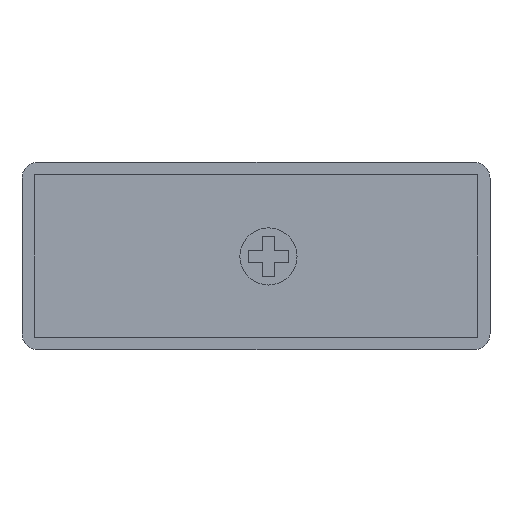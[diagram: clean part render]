
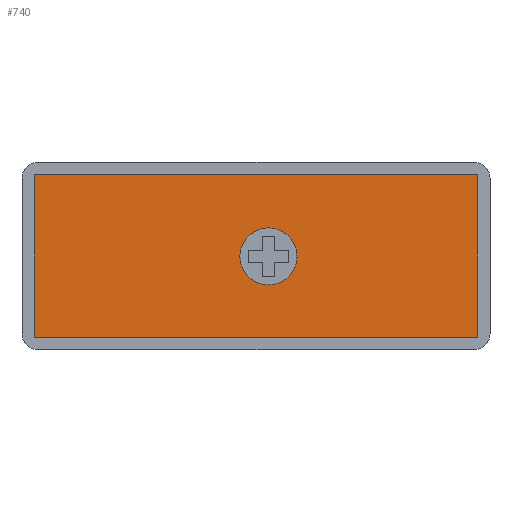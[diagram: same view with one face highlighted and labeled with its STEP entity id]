
A CAD part, front view. The second image highlights one B-rep face of the part: STEP entity #740.
In plain terms, the highlighted planar face has unit normal (0, -1, 0).
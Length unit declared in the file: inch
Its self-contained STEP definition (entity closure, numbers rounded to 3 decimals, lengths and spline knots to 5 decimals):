
#21=FACE_BOUND('',#145,.T.);
#59=CIRCLE('',#810,0.10827);
#99=FACE_OUTER_BOUND('',#144,.T.);
#144=EDGE_LOOP('',(#644,#645,#646,#647));
#145=EDGE_LOOP('',(#648));
#183=LINE('',#1196,#259);
#186=LINE('',#1201,#262);
#224=LINE('',#1283,#300);
#225=LINE('',#1284,#301);
#259=VECTOR('',#945,0.3937);
#262=VECTOR('',#950,0.3937);
#300=VECTOR('',#1022,0.3937);
#301=VECTOR('',#1023,0.3937);
#337=VERTEX_POINT('',#1193);
#338=VERTEX_POINT('',#1195);
#339=VERTEX_POINT('',#1199);
#354=VERTEX_POINT('',#1242);
#366=VERTEX_POINT('',#1282);
#423=EDGE_CURVE('',#337,#338,#183,.F.);
#426=EDGE_CURVE('',#339,#337,#186,.F.);
#446=EDGE_CURVE('',#354,#354,#59,.T.);
#466=EDGE_CURVE('',#366,#339,#224,.F.);
#467=EDGE_CURVE('',#338,#366,#225,.F.);
#644=ORIENTED_EDGE('',*,*,#423,.F.);
#645=ORIENTED_EDGE('',*,*,#426,.F.);
#646=ORIENTED_EDGE('',*,*,#466,.F.);
#647=ORIENTED_EDGE('',*,*,#467,.F.);
#648=ORIENTED_EDGE('',*,*,#446,.T.);
#697=PLANE('',#819);
#740=ADVANCED_FACE('',(#99,#21),#697,.F.);
#810=AXIS2_PLACEMENT_3D('',#1243,#984,#985);
#819=AXIS2_PLACEMENT_3D('',#1281,#1020,#1021);
#945=DIRECTION('',(1.,0.,0.));
#950=DIRECTION('',(0.,0.,1.));
#984=DIRECTION('center_axis',(0.,1.,0.));
#985=DIRECTION('ref_axis',(1.,0.,0.));
#1020=DIRECTION('center_axis',(0.,1.,0.));
#1021=DIRECTION('ref_axis',(0.,0.,1.));
#1022=DIRECTION('',(-1.,0.,0.));
#1023=DIRECTION('',(0.,0.,-1.));
#1193=CARTESIAN_POINT('',(-0.04724,0.32283,-0.66142));
#1195=CARTESIAN_POINT('',(-1.72441,0.32283,-0.66142));
#1196=CARTESIAN_POINT('',(-0.44291,0.32283,-0.66142));
#1199=CARTESIAN_POINT('',(-0.04724,0.32283,-0.04724));
#1201=CARTESIAN_POINT('',(-0.04724,0.32283,-0.17717));
#1242=CARTESIAN_POINT('',(-0.94685,0.32283,-0.35587));
#1243=CARTESIAN_POINT('Origin',(-0.83858,0.32283,-0.35587));
#1281=CARTESIAN_POINT('Origin',(-0.88583,0.32283,-0.35433));
#1282=CARTESIAN_POINT('',(-1.72441,0.32283,-0.04724));
#1283=CARTESIAN_POINT('',(-1.32874,0.32283,-0.04724));
#1284=CARTESIAN_POINT('',(-1.72441,0.32283,-0.5315));
